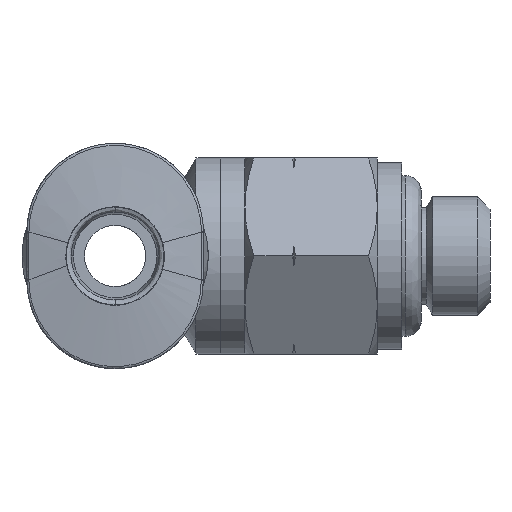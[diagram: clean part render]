
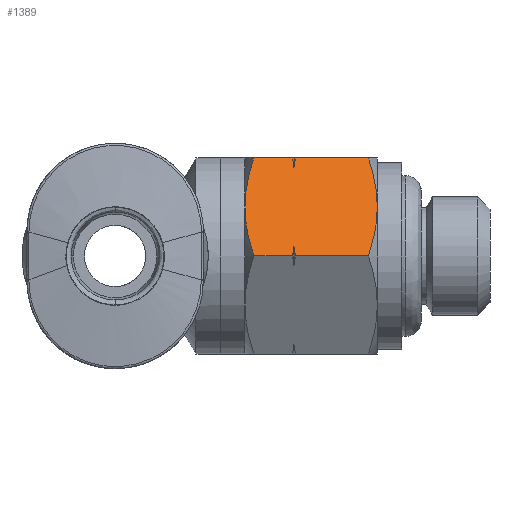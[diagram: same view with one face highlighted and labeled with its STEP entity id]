
A CAD part, left-side view. The second image highlights one B-rep face of the part: STEP entity #1389.
In plain terms, the highlighted planar face has unit normal (-0.866, 0, 0.5).
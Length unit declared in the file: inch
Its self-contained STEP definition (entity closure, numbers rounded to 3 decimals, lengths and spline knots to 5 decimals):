
#51 = VERTEX_POINT ( 'NONE', #3735 ) ;
#132 = CARTESIAN_POINT ( 'NONE',  ( -0.1519, -0.03937, 0.05187 ) ) ;
#208 = VERTEX_POINT ( 'NONE', #1797 ) ;
#234 = CARTESIAN_POINT ( 'NONE',  ( -0.18184, -0.2379, 0. ) ) ;
#308 = B_SPLINE_CURVE_WITH_KNOTS ( 'NONE', 3,
 ( #1197, #6073, #1773, #5572 ),
 .UNSPECIFIED., .F., .F.,
 ( 4, 4 ),
 ( 0., 0.00234 ),
 .UNSPECIFIED. ) ;
#356 = EDGE_CURVE ( 'NONE', #975, #3941, #3570, .T. ) ;
#367 = DIRECTION ( 'NONE',  ( 0., -1., 0. ) ) ;
#421 = ORIENTED_EDGE ( 'NONE', *, *, #5890, .F. ) ;
#457 = VECTOR ( 'NONE', #6831, 39.37008 ) ;
#580 = VERTEX_POINT ( 'NONE', #4956 ) ;
#592 = VERTEX_POINT ( 'NONE', #1623 ) ;
#613 = CARTESIAN_POINT ( 'NONE',  ( -0.09092, -0.05344, 0.15748 ) ) ;
#638 = CARTESIAN_POINT ( 'NONE',  ( -0.13638, -0.03937, 0.07874 ) ) ;
#660 = CARTESIAN_POINT ( 'NONE',  ( -0.10577, -0.04486, 0.13175 ) ) ;
#671 = DIRECTION ( 'NONE',  ( 0., -1., 0. ) ) ;
#786 = ORIENTED_EDGE ( 'NONE', *, *, #6834, .T. ) ;
#849 = CARTESIAN_POINT ( 'NONE',  ( -0.12087, -0.03937, 0.10562 ) ) ;
#901 = CARTESIAN_POINT ( 'NONE',  ( -0.17895, -0.11678, 0.00501 ) ) ;
#975 = VERTEX_POINT ( 'NONE', #3433 ) ;
#1005 = CARTESIAN_POINT ( 'NONE',  ( -0.17895, -0.11944, 0.00501 ) ) ;
#1021 = ORIENTED_EDGE ( 'NONE', *, *, #3529, .T. ) ;
#1190 = CARTESIAN_POINT ( 'NONE',  ( -0.09942, -0.11811, 0.14276 ) ) ;
#1197 = CARTESIAN_POINT ( 'NONE',  ( -0.13638, -0.25197, 0.07874 ) ) ;
#1389 = ADVANCED_FACE ( 'NONE', ( #1484 ), #5841, .T. ) ;
#1411 = ORIENTED_EDGE ( 'NONE', *, *, #5787, .T. ) ;
#1417 = VERTEX_POINT ( 'NONE', #2648 ) ;
#1430 = EDGE_CURVE ( 'NONE', #580, #51, #5620, .T. ) ;
#1484 = FACE_OUTER_BOUND ( 'NONE', #6962, .T. ) ;
#1486 = CARTESIAN_POINT ( 'NONE',  ( -0.09092, -0.25197, 0.15748 ) ) ;
#1511 = B_SPLINE_CURVE_WITH_KNOTS ( 'NONE', 3,
 ( #4787, #901, #5835, #2624 ),
 .UNSPECIFIED., .F., .F.,
 ( 4, 4 ),
 ( 0., 1. ),
 .UNSPECIFIED. ) ;
#1513 = DIRECTION ( 'NONE',  ( 0.5, 0., 0.866 ) ) ;
#1520 = VERTEX_POINT ( 'NONE', #5530 ) ;
#1623 = CARTESIAN_POINT ( 'NONE',  ( -0.09092, -0.2379, 0.15748 ) ) ;
#1653 = EDGE_CURVE ( 'NONE', #3941, #208, #1749, .T. ) ;
#1749 = LINE ( 'NONE', #5630, #4502 ) ;
#1773 = CARTESIAN_POINT ( 'NONE',  ( -0.10577, -0.24648, 0.13175 ) ) ;
#1797 = CARTESIAN_POINT ( 'NONE',  ( -0.09092, -0.116, 0.15748 ) ) ;
#1863 = ORIENTED_EDGE ( 'NONE', *, *, #5100, .T. ) ;
#1925 = B_SPLINE_CURVE_WITH_KNOTS ( 'NONE', 3,
 ( #3799, #6993, #1005, #4883 ),
 .UNSPECIFIED., .F., .F.,
 ( 4, 4 ),
 ( 0., 1. ),
 .UNSPECIFIED. ) ;
#1990 = VECTOR ( 'NONE', #367, 39.37008 ) ;
#1991 = LINE ( 'NONE', #5209, #457 ) ;
#2143 = VERTEX_POINT ( 'NONE', #234 ) ;
#2173 = CARTESIAN_POINT ( 'NONE',  ( -0.09092, -0.12022, 0.15748 ) ) ;
#2336 = CARTESIAN_POINT ( 'NONE',  ( -0.09382, -0.11678, 0.15247 ) ) ;
#2454 = ORIENTED_EDGE ( 'NONE', *, *, #356, .F. ) ;
#2509 = VERTEX_POINT ( 'NONE', #4252 ) ;
#2557 = ORIENTED_EDGE ( 'NONE', *, *, #4714, .F. ) ;
#2624 = CARTESIAN_POINT ( 'NONE',  ( -0.17334, -0.11811, 0.01472 ) ) ;
#2648 = CARTESIAN_POINT ( 'NONE',  ( -0.18184, -0.116, 0. ) ) ;
#2750 = CARTESIAN_POINT ( 'NONE',  ( -0.09665, -0.11874, 0.14756 ) ) ;
#2889 = ORIENTED_EDGE ( 'NONE', *, *, #1653, .F. ) ;
#2943 = DIRECTION ( 'NONE',  ( 0., 1., 0. ) ) ;
#2968 = CARTESIAN_POINT ( 'NONE',  ( -0.13638, -0.25197, 0.07874 ) ) ;
#2984 = CARTESIAN_POINT ( 'NONE',  ( -0.18184, -0.05344, 0. ) ) ;
#3029 = VERTEX_POINT ( 'NONE', #6498 ) ;
#3301 = EDGE_CURVE ( 'NONE', #580, #592, #4893, .T. ) ;
#3433 = CARTESIAN_POINT ( 'NONE',  ( -0.13638, -0.03937, 0.07874 ) ) ;
#3488 = EDGE_CURVE ( 'NONE', #2143, #3854, #4486, .T. ) ;
#3517 = CARTESIAN_POINT ( 'NONE',  ( -0.16699, -0.04486, 0.02573 ) ) ;
#3529 = EDGE_CURVE ( 'NONE', #2143, #2509, #7032, .T. ) ;
#3570 = B_SPLINE_CURVE_WITH_KNOTS ( 'NONE', 3,
 ( #638, #849, #660, #613 ),
 .UNSPECIFIED., .F., .F.,
 ( 4, 4 ),
 ( 0., 0.00234 ),
 .UNSPECIFIED. ) ;
#3735 = CARTESIAN_POINT ( 'NONE',  ( -0.09942, -0.11811, 0.14276 ) ) ;
#3739 = CARTESIAN_POINT ( 'NONE',  ( -0.09092, -0.25197, 0.15748 ) ) ;
#3799 = CARTESIAN_POINT ( 'NONE',  ( -0.17334, -0.11811, 0.01472 ) ) ;
#3854 = VERTEX_POINT ( 'NONE', #5753 ) ;
#3941 = VERTEX_POINT ( 'NONE', #4222 ) ;
#4059 = CARTESIAN_POINT ( 'NONE',  ( -0.13638, -0.03937, 0.07874 ) ) ;
#4111 = ORIENTED_EDGE ( 'NONE', *, *, #4472, .T. ) ;
#4222 = CARTESIAN_POINT ( 'NONE',  ( -0.09092, -0.05344, 0.15748 ) ) ;
#4252 = CARTESIAN_POINT ( 'NONE',  ( -0.13638, -0.25197, 0.07874 ) ) ;
#4318 = VECTOR ( 'NONE', #2943, 39.37008 ) ;
#4346 = B_SPLINE_CURVE_WITH_KNOTS ( 'NONE', 3,
 ( #2984, #3517, #132, #4059 ),
 .UNSPECIFIED., .F., .F.,
 ( 4, 4 ),
 ( 0., 0.00234 ),
 .UNSPECIFIED. ) ;
#4472 = EDGE_CURVE ( 'NONE', #2509, #592, #308, .T. ) ;
#4486 = LINE ( 'NONE', #6122, #4318 ) ;
#4502 = VECTOR ( 'NONE', #671, 39.37008 ) ;
#4509 = CARTESIAN_POINT ( 'NONE',  ( -0.09665, -0.11748, 0.14756 ) ) ;
#4714 = EDGE_CURVE ( 'NONE', #1417, #3029, #1991, .T. ) ;
#4751 = ORIENTED_EDGE ( 'NONE', *, *, #3301, .F. ) ;
#4787 = CARTESIAN_POINT ( 'NONE',  ( -0.18184, -0.116, 0. ) ) ;
#4807 = DIRECTION ( 'NONE',  ( -0.866, 0., 0.5 ) ) ;
#4883 = CARTESIAN_POINT ( 'NONE',  ( -0.18184, -0.12022, 0. ) ) ;
#4893 = LINE ( 'NONE', #3739, #1990 ) ;
#4956 = CARTESIAN_POINT ( 'NONE',  ( -0.09092, -0.12022, 0.15748 ) ) ;
#5072 = CARTESIAN_POINT ( 'NONE',  ( -0.18184, -0.2379, 0. ) ) ;
#5100 = EDGE_CURVE ( 'NONE', #1417, #1520, #1511, .T. ) ;
#5209 = CARTESIAN_POINT ( 'NONE',  ( -0.18184, -0.25197, 0. ) ) ;
#5322 = AXIS2_PLACEMENT_3D ( 'NONE', #1486, #4807, #1513 ) ;
#5520 = ORIENTED_EDGE ( 'NONE', *, *, #1430, .T. ) ;
#5530 = CARTESIAN_POINT ( 'NONE',  ( -0.17334, -0.11811, 0.01472 ) ) ;
#5572 = CARTESIAN_POINT ( 'NONE',  ( -0.09092, -0.2379, 0.15748 ) ) ;
#5620 = B_SPLINE_CURVE_WITH_KNOTS ( 'NONE', 3,
 ( #2173, #5951, #2750, #6488 ),
 .UNSPECIFIED., .F., .F.,
 ( 4, 4 ),
 ( 0., 1. ),
 .UNSPECIFIED. ) ;
#5623 = CARTESIAN_POINT ( 'NONE',  ( -0.16699, -0.24648, 0.02573 ) ) ;
#5630 = CARTESIAN_POINT ( 'NONE',  ( -0.09092, -0.25197, 0.15748 ) ) ;
#5753 = CARTESIAN_POINT ( 'NONE',  ( -0.18184, -0.12022, 0. ) ) ;
#5787 = EDGE_CURVE ( 'NONE', #51, #208, #6821, .T. ) ;
#5835 = CARTESIAN_POINT ( 'NONE',  ( -0.17611, -0.11748, 0.00992 ) ) ;
#5841 = PLANE ( 'NONE',  #5322 ) ;
#5890 = EDGE_CURVE ( 'NONE', #3029, #975, #4346, .T. ) ;
#5951 = CARTESIAN_POINT ( 'NONE',  ( -0.09382, -0.11944, 0.15247 ) ) ;
#6073 = CARTESIAN_POINT ( 'NONE',  ( -0.12087, -0.25197, 0.10562 ) ) ;
#6093 = CARTESIAN_POINT ( 'NONE',  ( -0.09092, -0.116, 0.15748 ) ) ;
#6122 = CARTESIAN_POINT ( 'NONE',  ( -0.18184, -0.25197, 0. ) ) ;
#6146 = CARTESIAN_POINT ( 'NONE',  ( -0.1519, -0.25197, 0.05187 ) ) ;
#6488 = CARTESIAN_POINT ( 'NONE',  ( -0.09942, -0.11811, 0.14276 ) ) ;
#6498 = CARTESIAN_POINT ( 'NONE',  ( -0.18184, -0.05344, 0. ) ) ;
#6821 = B_SPLINE_CURVE_WITH_KNOTS ( 'NONE', 3,
 ( #1190, #4509, #2336, #6093 ),
 .UNSPECIFIED., .F., .F.,
 ( 4, 4 ),
 ( 0., 1. ),
 .UNSPECIFIED. ) ;
#6831 = DIRECTION ( 'NONE',  ( 0., 1., 0. ) ) ;
#6834 = EDGE_CURVE ( 'NONE', #1520, #3854, #1925, .T. ) ;
#6854 = ORIENTED_EDGE ( 'NONE', *, *, #3488, .F. ) ;
#6962 = EDGE_LOOP ( 'NONE', ( #4751, #5520, #1411, #2889, #2454, #421, #2557, #1863, #786, #6854, #1021, #4111 ) ) ;
#6993 = CARTESIAN_POINT ( 'NONE',  ( -0.17611, -0.11874, 0.00992 ) ) ;
#7032 = B_SPLINE_CURVE_WITH_KNOTS ( 'NONE', 3,
 ( #5072, #5623, #6146, #2968 ),
 .UNSPECIFIED., .F., .F.,
 ( 4, 4 ),
 ( 0., 0.00234 ),
 .UNSPECIFIED. ) ;
